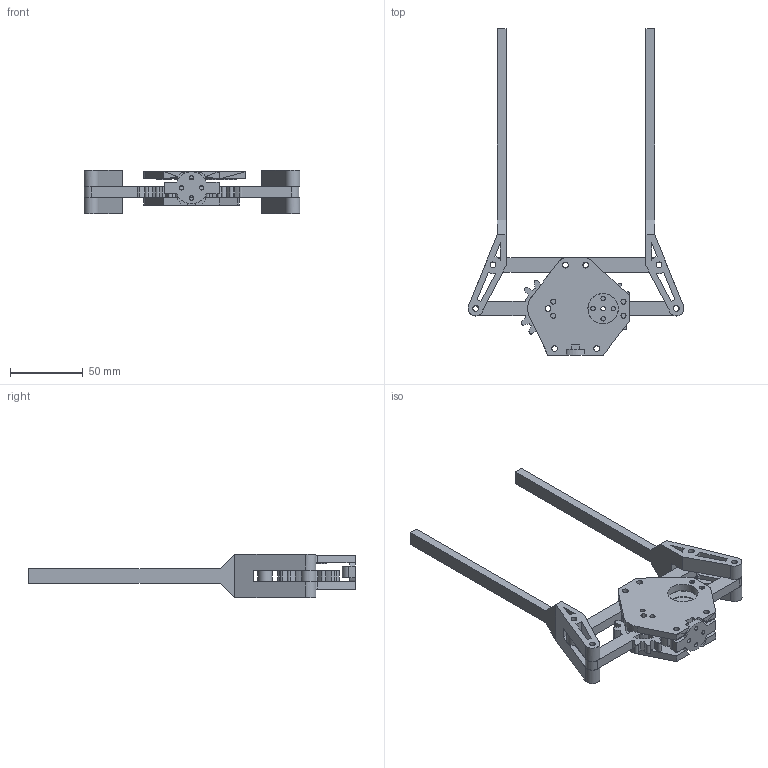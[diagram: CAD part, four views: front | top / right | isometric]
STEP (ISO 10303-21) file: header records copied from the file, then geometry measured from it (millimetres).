
FILE_DESCRIPTION(/* description */ (''),/* implementation_level */ '2;1');
FILE_NAME(/* name */ 'FULLCLAWCAD.step',/* time_stamp */ '2024-11-12T21:57:22-05:00',/* author */ (''),/* organization */ (''),/* preprocessor_version */ 'ST-DEVELOPER v20',/* originating_system */ 'Autodesk Translation Framework v13.20.0.188',/* authorisation */ '');
FILE_SCHEMA (('AUTOMOTIVE_DESIGN { 1 0 10303 214 3 1 1 }'));
Length unit declared in the file: millimetre
Products named in the file (9): bottom-plate; right-gear v0; link v0; left-gear v0; right-gear v0 (1); base v0; link v0 (1); top-plate v0; finger v7
Assembly tree (10 placements, depth 2):
  bottom-plate
    right-gear v0  x2
    link v0
    left-gear v0
    right-gear v0 (1)
    base v0
    link v0 (1)
    top-plate v0
    finger v7  x2
Bounding box: 148.84 x 225.09 x 30 mm (x, y, z)
Volume: 98634.4 mm3; surface area: 56950.2 mm2
Topology: 9 solids, 9 shells, 390 faces, 1064 edges, 698 vertices
Faces by surface type: cylinder 218, plane 157, cone 15
Full cylindrical faces by diameter (mm): 3 x10, 4 x24, 5.5 x4, 6 x2, 10 x10, 10.4 x4, 21 x1, 24 x1
Entity records: 11754 total; most frequent: DIRECTION 2109, CARTESIAN_POINT 2095, ORIENTED_EDGE 1900, EDGE_CURVE 950, AXIS2_PLACEMENT_3D 828, VERTEX_POINT 622, LINE 453, VECTOR 453
